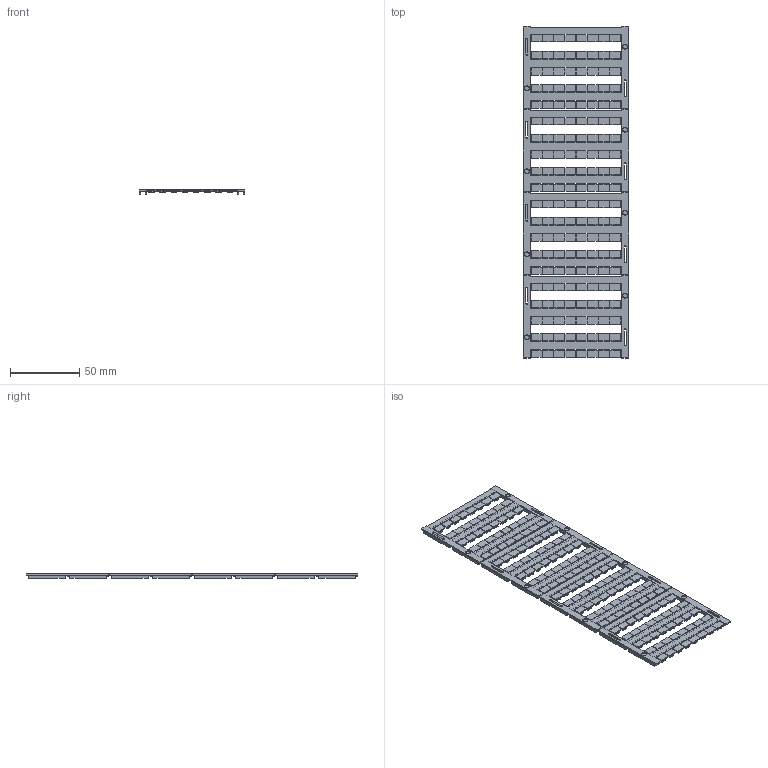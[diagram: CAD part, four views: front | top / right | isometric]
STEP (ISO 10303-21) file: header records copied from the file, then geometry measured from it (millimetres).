
FILE_DESCRIPTION(/* description */ (''),/* implementation_level */ '2;1');
FILE_NAME(/* name */ 'mc_sb8.stp',/* time_stamp */ '2016-05-23T08:24:16+02:00',/* author */ (''),/* organization */ (''),/* preprocessor_version */ 'ST-DEVELOPER v15',/* originating_system */ 'SIEMENS PLM Software NX 8.5',/* authorisation */ '');
FILE_SCHEMA (('AUTOMOTIVE_DESIGN { 1 0 10303 214 3 1 1 1 }'));
Products named in the file (1): mc_sb8
Bounding box: 76 x 240 x 3.2 mm (x, y, z)
Volume: 14531.6 mm3; surface area: 40737.6 mm2
Topology: 1 solids, 1 shells, 7056 faces, 19352 edges, 12776 vertices
Faces by surface type: plane 4488, cylinder 2560, cone 8
Entity records: 224104 total; most frequent: CARTESIAN_POINT 39161, ORIENTED_EDGE 38672, DIRECTION 38586, EDGE_CURVE 19336, LINE 14200, VECTOR 14200, VERTEX_POINT 12768, AXIS2_PLACEMENT_3D 12193
